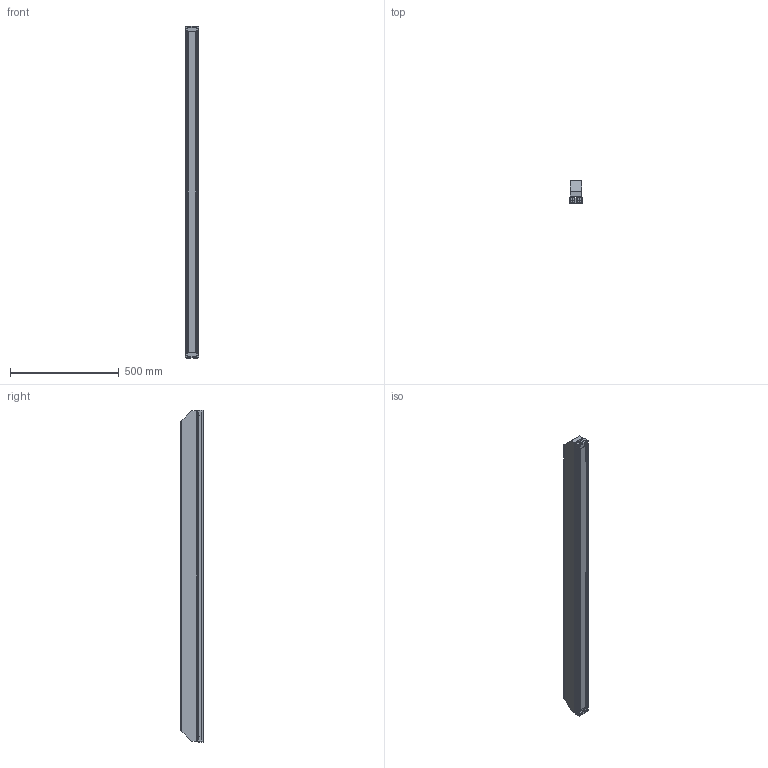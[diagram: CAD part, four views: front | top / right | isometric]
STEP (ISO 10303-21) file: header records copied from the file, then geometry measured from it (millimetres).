
FILE_DESCRIPTION (( 'STEP AP214' ), '1' );
FILE_NAME ('17-005394-00-c.STEP', '2025-04-16T18:02:56', ( '' ), ( '' ), 'SwSTEP 2.0', 'SolidWorks 2024', '' );
FILE_SCHEMA (( 'AUTOMOTIVE_DESIGN' ));
Length unit declared in the file: inch
Products named in the file (1): 17-005394-00-c
Bounding box: 60 x 103 x 1524 mm (x, y, z)
Volume: 6510714.4 mm3; surface area: 1244681.7 mm2
Topology: 11 solids, 11 shells, 1636 faces, 4738 edges, 3124 vertices
Faces by surface type: plane 886, cylinder 718, torus 24, cone 8
Entity records: 54155 total; most frequent: CARTESIAN_POINT 9511, DIRECTION 9476, ORIENTED_EDGE 9476, EDGE_CURVE 4738, VECTOR 3266, LINE 3266, VERTEX_POINT 3124, AXIS2_PLACEMENT_3D 3105
